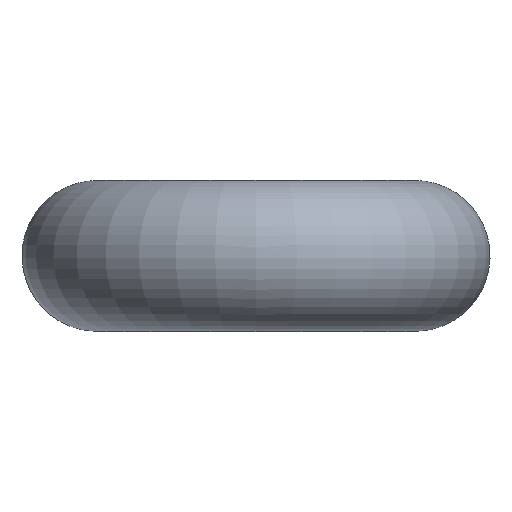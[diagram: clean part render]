
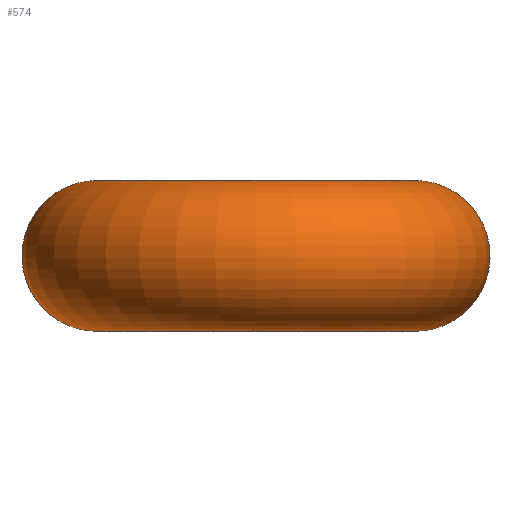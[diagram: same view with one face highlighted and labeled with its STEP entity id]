
A CAD part, top view. The second image highlights one B-rep face of the part: STEP entity #574.
In plain terms, the highlighted toroidal (fillet/blend) face has major radius 5.25 mm and minor radius 2.5 mm.
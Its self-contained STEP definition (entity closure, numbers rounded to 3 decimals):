
#445=CARTESIAN_POINT('',(4.994,0.474,-5.898));
#446=VERTEX_POINT('',#445);
#477=CARTESIAN_POINT('',(4.995,0.474,-5.898));
#478=CARTESIAN_POINT('',(5.109,0.486,-5.803));
#479=CARTESIAN_POINT('',(5.335,0.446,-5.593));
#480=CARTESIAN_POINT('',(5.568,0.207,-5.301));
#481=CARTESIAN_POINT('',(5.619,-0.143,-5.083));
#482=CARTESIAN_POINT('',(5.488,-0.5,-4.961));
#483=CARTESIAN_POINT('',(5.221,-0.804,-4.927));
#484=CARTESIAN_POINT('',(4.871,-1.03,-4.976));
#485=CARTESIAN_POINT('',(4.46,-1.161,-5.142));
#486=CARTESIAN_POINT('',(4.182,-1.119,-5.435));
#487=CARTESIAN_POINT('',(4.074,-1.001,-5.677));
#488=CARTESIAN_POINT('',(4.015,-0.847,-5.9));
#489=CARTESIAN_POINT('',(4.024,-0.552,-6.179));
#490=CARTESIAN_POINT('',(4.16,-0.19,-6.308));
#491=CARTESIAN_POINT('',(4.468,0.256,-6.278));
#492=CARTESIAN_POINT('',(4.765,0.449,-6.088));
#493=CARTESIAN_POINT('',(4.995,0.474,-5.898));
#494=B_SPLINE_CURVE_WITH_KNOTS('',3,(#477,#478,#479,#480,#481,#482,#483,#484,#485,#486,#487,#488,#489,#490,#491,#492,#493),.UNSPECIFIED.,.T.,.U.,(4,1,1,1,1,1,1,1,1,1,1,1,1,1,4),(0.0,0.021,0.041,0.062,0.082,0.103,0.123,0.144,0.164,0.174,0.185,0.205,0.236,0.246,0.287),.UNSPECIFIED.);
#495=EDGE_CURVE('',#446,#446,#494,.T.);
#520=CARTESIAN_POINT('',(0.,0.8,0.));
#521=DIRECTION('',(0.,-1.0,0.));
#522=DIRECTION('',(0.0,0.0,1.0));
#523=AXIS2_PLACEMENT_3D('',#520,#521,#522);
#524=TOROIDAL_SURFACE('',#523,5.25,2.5);
#525=CARTESIAN_POINT('',(0.,3.3,5.25));
#526=VERTEX_POINT('',#525);
#527=CARTESIAN_POINT('',(0.,3.3,0.));
#528=DIRECTION('',(0.0,-1.0,0.0));
#529=DIRECTION('',(0.0,0.0,-1.0));
#530=AXIS2_PLACEMENT_3D('',#527,#528,#529);
#531=CIRCLE('',#530,5.25);
#532=EDGE_CURVE('',#526,#526,#531,.T.);
#533=ORIENTED_EDGE('',*,*,#532,.T.);
#534=EDGE_LOOP('',(#533));
#535=FACE_OUTER_BOUND('',#534,.T.);
#536=CARTESIAN_POINT('',(0.,-1.7,5.25));
#537=VERTEX_POINT('',#536);
#538=CARTESIAN_POINT('',(0.,-1.7,0.));
#539=DIRECTION('',(0.0,1.0,0.0));
#540=DIRECTION('',(0.0,0.0,-1.0));
#541=AXIS2_PLACEMENT_3D('',#538,#539,#540);
#542=CIRCLE('',#541,5.25);
#543=EDGE_CURVE('',#537,#537,#542,.T.);
#544=ORIENTED_EDGE('',*,*,#543,.T.);
#545=EDGE_LOOP('',(#544));
#546=FACE_BOUND('',#545,.T.);
#547=CARTESIAN_POINT('',(-4.994,1.126,-5.898));
#548=VERTEX_POINT('',#547);
#549=CARTESIAN_POINT('',(-4.994,1.126,-5.899));
#550=CARTESIAN_POINT('',(-5.109,1.114,-5.803));
#551=CARTESIAN_POINT('',(-5.334,1.153,-5.595));
#552=CARTESIAN_POINT('',(-5.568,1.393,-5.301));
#553=CARTESIAN_POINT('',(-5.619,1.743,-5.083));
#554=CARTESIAN_POINT('',(-5.488,2.1,-4.961));
#555=CARTESIAN_POINT('',(-5.221,2.404,-4.927));
#556=CARTESIAN_POINT('',(-4.871,2.63,-4.976));
#557=CARTESIAN_POINT('',(-4.46,2.761,-5.142));
#558=CARTESIAN_POINT('',(-4.183,2.719,-5.434));
#559=CARTESIAN_POINT('',(-4.074,2.601,-5.676));
#560=CARTESIAN_POINT('',(-4.016,2.447,-5.899));
#561=CARTESIAN_POINT('',(-4.025,2.105,-6.225));
#562=CARTESIAN_POINT('',(-4.241,1.599,-6.356));
#563=CARTESIAN_POINT('',(-4.643,1.224,-6.167));
#564=CARTESIAN_POINT('',(-4.879,1.138,-5.994));
#565=CARTESIAN_POINT('',(-4.994,1.126,-5.899));
#566=B_SPLINE_CURVE_WITH_KNOTS('',3,(#549,#550,#551,#552,#553,#554,#555,#556,#557,#558,#559,#560,#561,#562,#563,#564,#565),.UNSPECIFIED.,.T.,.U.,(4,1,1,1,1,1,1,1,1,1,1,1,1,1,4),(0.0,0.021,0.041,0.062,0.082,0.103,0.123,0.144,0.164,0.174,0.185,0.205,0.246,0.267,0.287),.UNSPECIFIED.);
#567=EDGE_CURVE('',#548,#548,#566,.T.);
#568=ORIENTED_EDGE('',*,*,#567,.F.);
#569=EDGE_LOOP('',(#568));
#570=FACE_BOUND('',#569,.T.);
#571=ORIENTED_EDGE('',*,*,#495,.F.);
#572=EDGE_LOOP('',(#571));
#573=FACE_BOUND('',#572,.T.);
#574=ADVANCED_FACE('',(#535,#546,#570,#573),#524,.T.);
